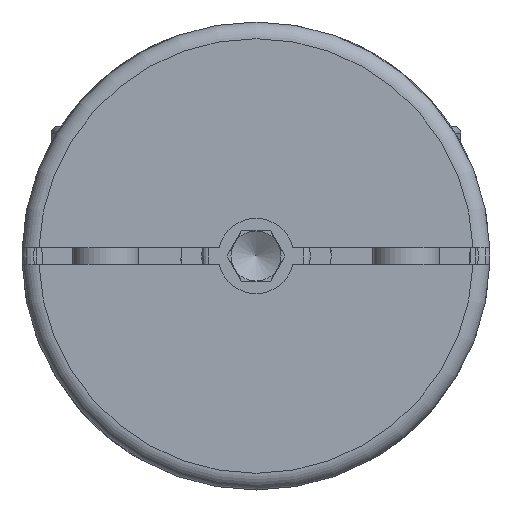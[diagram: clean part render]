
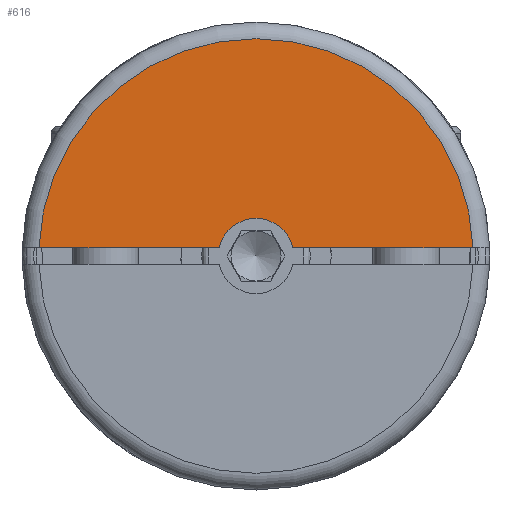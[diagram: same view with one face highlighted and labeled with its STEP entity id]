
A CAD part, left-side view. The second image highlights one B-rep face of the part: STEP entity #616.
In plain terms, the highlighted planar face has unit normal (-1, 0, 0).
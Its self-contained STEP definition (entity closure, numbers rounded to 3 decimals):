
#616 = ADVANCED_FACE( '', ( #1453 ), #1454, .F. );
#1453 = FACE_OUTER_BOUND( '', #2501, .T. );
#1454 = PLANE( '', #2502 );
#2501 = EDGE_LOOP( '', ( #4065, #4066, #4067, #4068 ) );
#2502 = AXIS2_PLACEMENT_3D( '', #4069, #4070, #4071 );
#4065 = ORIENTED_EDGE( '', *, *, #5511, .F. );
#4066 = ORIENTED_EDGE( '', *, *, #5472, .T. );
#4067 = ORIENTED_EDGE( '', *, *, #5512, .F. );
#4068 = ORIENTED_EDGE( '', *, *, #5163, .F. );
#4069 = CARTESIAN_POINT( '', ( 0., 0., 4. ) );
#4070 = DIRECTION( '', ( 1., 0., 0. ) );
#4071 = DIRECTION( '', ( 0., 0., 1. ) );
#5163 = EDGE_CURVE( '', #5998, #6001, #6002, .T. );
#5472 = EDGE_CURVE( '', #6459, #6463, #6465, .T. );
#5511 = EDGE_CURVE( '', #6459, #5998, #6524, .T. );
#5512 = EDGE_CURVE( '', #6001, #6463, #6525, .T. );
#5998 = VERTEX_POINT( '', #7329 );
#6001 = VERTEX_POINT( '', #7345 );
#6002 = CIRCLE( '', #7346, 26. );
#6459 = VERTEX_POINT( '', #8308 );
#6463 = VERTEX_POINT( '', #8313 );
#6465 = CIRCLE( '', #8316, 4.5 );
#6524 = LINE( '', #8381, #8382 );
#6525 = LINE( '', #8383, #8384 );
#7329 = CARTESIAN_POINT( '', ( 0., 25.981, 1. ) );
#7345 = CARTESIAN_POINT( '', ( 0., -25.981, 1. ) );
#7346 = AXIS2_PLACEMENT_3D( '', #9085, #9086, #9087 );
#8308 = CARTESIAN_POINT( '', ( 0., 4.387, 1. ) );
#8313 = CARTESIAN_POINT( '', ( 0., -4.387, 1. ) );
#8316 = AXIS2_PLACEMENT_3D( '', #9497, #9498, #9499 );
#8381 = CARTESIAN_POINT( '', ( 0., 0., 1. ) );
#8382 = VECTOR( '', #9554, 1000. );
#8383 = CARTESIAN_POINT( '', ( 0., 0., 1. ) );
#8384 = VECTOR( '', #9555, 1000. );
#9085 = CARTESIAN_POINT( '', ( 0., 0., 0. ) );
#9086 = DIRECTION( '', ( 1., 0., 0. ) );
#9087 = DIRECTION( '', ( 0., 0., 1. ) );
#9497 = CARTESIAN_POINT( '', ( 0., 0., 0. ) );
#9498 = DIRECTION( '', ( 1., 0., 0. ) );
#9499 = DIRECTION( '', ( 0., 1., 0. ) );
#9554 = DIRECTION( '', ( 0., 1., 0. ) );
#9555 = DIRECTION( '', ( 0., 1., 0. ) );
